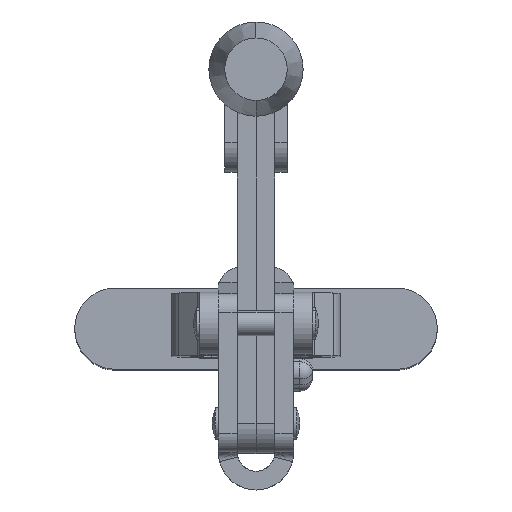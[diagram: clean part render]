
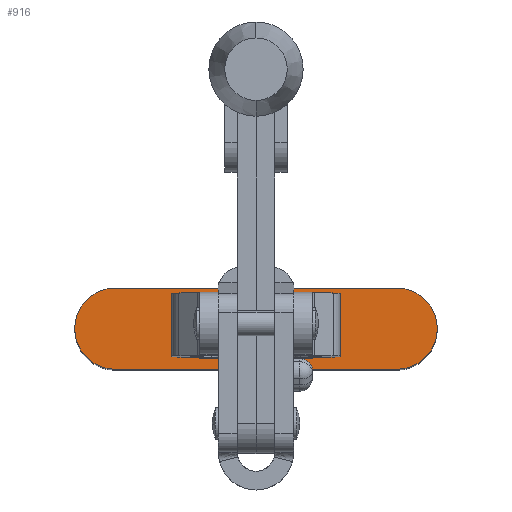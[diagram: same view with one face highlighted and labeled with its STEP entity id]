
A CAD part, front view. The second image highlights one B-rep face of the part: STEP entity #916.
In plain terms, the highlighted face is planar.
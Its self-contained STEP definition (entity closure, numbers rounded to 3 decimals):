
#17 = VERTEX_POINT ( 'NONE', #4081 ) ;
#48 = VERTEX_POINT ( 'NONE', #4014 ) ;
#250 = VERTEX_POINT ( 'NONE', #4086 ) ;
#251 = VERTEX_POINT ( 'NONE', #4029 ) ;
#308 = VERTEX_POINT ( 'NONE', #4088 ) ;
#916 = ADVANCED_FACE ( 'NONE', ( #7805, #7843 ), #11483, .F. ) ;
#1060 = ORIENTED_EDGE ( 'NONE', *, *, #10146, .F. ) ;
#1061 = ORIENTED_EDGE ( 'NONE', *, *, #10143, .F. ) ;
#1062 = ORIENTED_EDGE ( 'NONE', *, *, #10158, .F. ) ;
#1063 = ORIENTED_EDGE ( 'NONE', *, *, #10134, .F. ) ;
#1064 = ORIENTED_EDGE ( 'NONE', *, *, #10148, .F. ) ;
#1065 = ORIENTED_EDGE ( 'NONE', *, *, #10151, .F. ) ;
#1066 = ORIENTED_EDGE ( 'NONE', *, *, #10155, .F. ) ;
#1067 = ORIENTED_EDGE ( 'NONE', *, *, #10141, .F. ) ;
#1068 = ORIENTED_EDGE ( 'NONE', *, *, #5266, .F. ) ;
#1973 = EDGE_LOOP ( 'NONE', ( #1064, #1065, #1066, #1067, #1068 ) ) ;
#1978 = EDGE_LOOP ( 'NONE', ( #1060, #1061, #1062, #1063 ) ) ;
#4014 = CARTESIAN_POINT ( 'NONE',  ( -22.5, -6.5, 0. ) ) ;
#4029 = CARTESIAN_POINT ( 'NONE',  ( 3., 5., 0. ) ) ;
#4081 = CARTESIAN_POINT ( 'NONE',  ( -3., 5., 0. ) ) ;
#4086 = CARTESIAN_POINT ( 'NONE',  ( -29., 0., 0. ) ) ;
#4088 = CARTESIAN_POINT ( 'NONE',  ( 22.5, 6.5, 0. ) ) ;
#4650 = VERTEX_POINT ( 'NONE', #12552 ) ;
#4652 = VERTEX_POINT ( 'NONE', #12557 ) ;
#4667 = VERTEX_POINT ( 'NONE', #12572 ) ;
#5266 = EDGE_CURVE ( 'NONE', #250, #48, #8568, .T. ) ;
#7805 = FACE_BOUND ( 'NONE', #1978, .T. ) ;
#7843 = FACE_OUTER_BOUND ( 'NONE', #1973, .T. ) ;
#8568 = CIRCLE ( 'NONE', #19129, 6.5 ) ;
#10134 = EDGE_CURVE ( 'NONE', #251, #4667, #20337, .T. ) ;
#10141 = EDGE_CURVE ( 'NONE', #48, #4652, #20349, .T. ) ;
#10143 = EDGE_CURVE ( 'NONE', #19149, #17, #20346, .T. ) ;
#10146 = EDGE_CURVE ( 'NONE', #17, #251, #20361, .T. ) ;
#10148 = EDGE_CURVE ( 'NONE', #4650, #250, #20368, .T. ) ;
#10151 = EDGE_CURVE ( 'NONE', #308, #4650, #20377, .T. ) ;
#10155 = EDGE_CURVE ( 'NONE', #4652, #308, #20385, .T. ) ;
#10158 = EDGE_CURVE ( 'NONE', #4667, #19149, #20389, .T. ) ;
#11479 = CARTESIAN_POINT ( 'NONE',  ( -22.5, 0., 0. ) ) ;
#11483 = PLANE ( 'NONE',  #19070 ) ;
#11488 = DIRECTION ( 'NONE',  ( 0., 0., 1. ) ) ;
#11489 = DIRECTION ( 'NONE',  ( 1., 0., 0. ) ) ;
#12552 = CARTESIAN_POINT ( 'NONE',  ( -22.5, 6.5, 0. ) ) ;
#12557 = CARTESIAN_POINT ( 'NONE',  ( 22.5, -6.5, 0. ) ) ;
#12572 = CARTESIAN_POINT ( 'NONE',  ( 3., -5., 0. ) ) ;
#19070 = AXIS2_PLACEMENT_3D ( 'NONE', #11479, #11488, #11489 ) ;
#19129 = AXIS2_PLACEMENT_3D ( 'NONE', #24249, #24250, #24251 ) ;
#19149 = VERTEX_POINT ( 'NONE', #20243 ) ;
#19484 = CARTESIAN_POINT ( 'NONE',  ( 3., 5., 0. ) ) ;
#19485 = DIRECTION ( 'NONE',  ( 0., -1., 0. ) ) ;
#19492 = DIRECTION ( 'NONE',  ( 1., 0., 0. ) ) ;
#19493 = CARTESIAN_POINT ( 'NONE',  ( -22.5, -6.5, 0. ) ) ;
#19498 = CARTESIAN_POINT ( 'NONE',  ( -3., 5., 0. ) ) ;
#19504 = DIRECTION ( 'NONE',  ( 0., 1., 0. ) ) ;
#19512 = CARTESIAN_POINT ( 'NONE',  ( 3., 5., 0. ) ) ;
#19513 = DIRECTION ( 'NONE',  ( 1., 0., 0. ) ) ;
#19517 = CARTESIAN_POINT ( 'NONE',  ( -22.5, 0., 0. ) ) ;
#19518 = DIRECTION ( 'NONE',  ( 0., 0., 1. ) ) ;
#19519 = DIRECTION ( 'NONE',  ( 1., 0., 0. ) ) ;
#19522 = CARTESIAN_POINT ( 'NONE',  ( -22.5, 6.5, 0. ) ) ;
#19523 = DIRECTION ( 'NONE',  ( -1., 0., 0. ) ) ;
#19529 = CARTESIAN_POINT ( 'NONE',  ( 22.5, 0., 0. ) ) ;
#19530 = DIRECTION ( 'NONE',  ( 0., 0., 1. ) ) ;
#19531 = DIRECTION ( 'NONE',  ( 1., 0., 0. ) ) ;
#19532 = CARTESIAN_POINT ( 'NONE',  ( 3., -5., 0. ) ) ;
#19533 = DIRECTION ( 'NONE',  ( -1., 0., 0. ) ) ;
#20243 = CARTESIAN_POINT ( 'NONE',  ( -3., -5., 0. ) ) ;
#20337 = LINE ( 'NONE', #19484, #20338 ) ;
#20338 = VECTOR ( 'NONE', #19485, 1000. ) ;
#20346 = LINE ( 'NONE', #19498, #20357 ) ;
#20349 = LINE ( 'NONE', #19493, #20351 ) ;
#20351 = VECTOR ( 'NONE', #19492, 1000. ) ;
#20357 = VECTOR ( 'NONE', #19504, 1000. ) ;
#20361 = LINE ( 'NONE', #19512, #20366 ) ;
#20366 = VECTOR ( 'NONE', #19513, 1000. ) ;
#20368 = CIRCLE ( 'NONE', #25696, 6.5 ) ;
#20377 = LINE ( 'NONE', #19522, #20380 ) ;
#20380 = VECTOR ( 'NONE', #19523, 1000. ) ;
#20385 = CIRCLE ( 'NONE', #25697, 6.5 ) ;
#20389 = LINE ( 'NONE', #19532, #20391 ) ;
#20391 = VECTOR ( 'NONE', #19533, 1000. ) ;
#24249 = CARTESIAN_POINT ( 'NONE',  ( -22.5, 0., 0. ) ) ;
#24250 = DIRECTION ( 'NONE',  ( 0., 0., 1. ) ) ;
#24251 = DIRECTION ( 'NONE',  ( 1., 0., 0. ) ) ;
#25696 = AXIS2_PLACEMENT_3D ( 'NONE', #19517, #19518, #19519 ) ;
#25697 = AXIS2_PLACEMENT_3D ( 'NONE', #19529, #19530, #19531 ) ;
